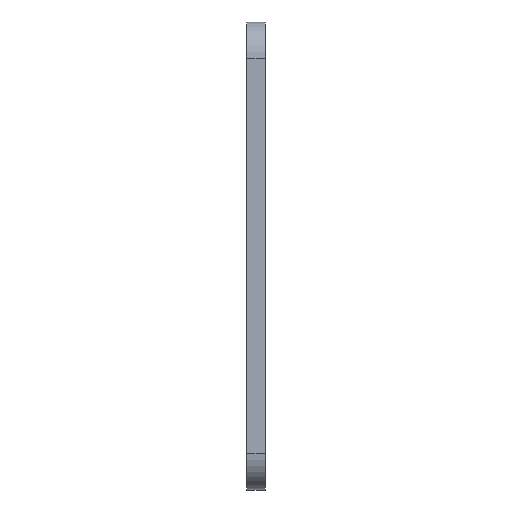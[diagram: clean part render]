
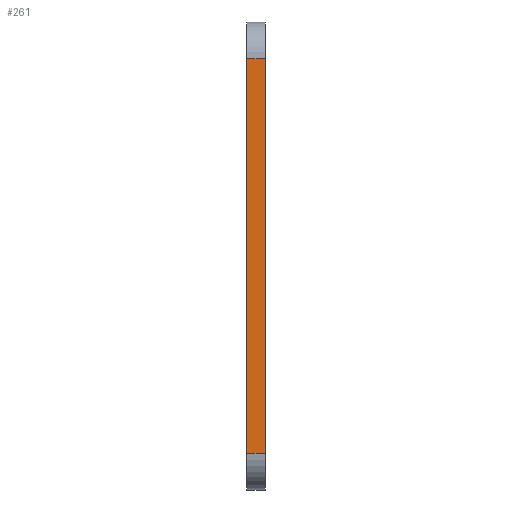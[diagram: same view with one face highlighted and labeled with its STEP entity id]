
A CAD part, left-side view. The second image highlights one B-rep face of the part: STEP entity #261.
In plain terms, the highlighted planar face has unit normal (-1, 0, 0).
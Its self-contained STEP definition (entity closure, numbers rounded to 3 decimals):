
#66 = CARTESIAN_POINT ( 'NONE',  ( -35.75, 0., 64.4 ) ) ;
#123 = EDGE_CURVE ( 'NONE', #1414, #912, #589, .T. ) ;
#247 = ORIENTED_EDGE ( 'NONE', *, *, #609, .F. ) ;
#261 = ADVANCED_FACE ( 'NONE', ( #1676 ), #1423, .F. ) ;
#311 = DIRECTION ( 'NONE',  ( 0., 0., 1. ) ) ;
#323 = LINE ( 'NONE', #922, #1912 ) ;
#327 = CARTESIAN_POINT ( 'NONE',  ( -35.75, 6., -64.4 ) ) ;
#370 = ORIENTED_EDGE ( 'NONE', *, *, #549, .T. ) ;
#405 = CARTESIAN_POINT ( 'NONE',  ( -35.75, 6., -64.4 ) ) ;
#462 = VECTOR ( 'NONE', #1740, 1000. ) ;
#483 = LINE ( 'NONE', #512, #521 ) ;
#491 = VECTOR ( 'NONE', #827, 1000. ) ;
#512 = CARTESIAN_POINT ( 'NONE',  ( -35.75, 0., 64.4 ) ) ;
#521 = VECTOR ( 'NONE', #311, 1000. ) ;
#549 = EDGE_CURVE ( 'NONE', #912, #1811, #483, .T. ) ;
#589 = LINE ( 'NONE', #405, #491 ) ;
#609 = EDGE_CURVE ( 'NONE', #1414, #633, #323, .T. ) ;
#614 = CARTESIAN_POINT ( 'NONE',  ( -35.75, 6., 64.4 ) ) ;
#633 = VERTEX_POINT ( 'NONE', #2040 ) ;
#683 = DIRECTION ( 'NONE',  ( 0., 0., 1. ) ) ;
#801 = LINE ( 'NONE', #614, #462 ) ;
#827 = DIRECTION ( 'NONE',  ( 0., -1., 0. ) ) ;
#873 = DIRECTION ( 'NONE',  ( 1., 0., 0. ) ) ;
#912 = VERTEX_POINT ( 'NONE', #1262 ) ;
#920 = DIRECTION ( 'NONE',  ( 0., 0., -1. ) ) ;
#922 = CARTESIAN_POINT ( 'NONE',  ( -35.75, 6., 64.4 ) ) ;
#1262 = CARTESIAN_POINT ( 'NONE',  ( -35.75, 0., -64.4 ) ) ;
#1352 = EDGE_CURVE ( 'NONE', #633, #1811, #801, .T. ) ;
#1414 = VERTEX_POINT ( 'NONE', #327 ) ;
#1423 = PLANE ( 'NONE',  #2160 ) ;
#1548 = EDGE_LOOP ( 'NONE', ( #370, #2085, #247, #2370 ) ) ;
#1676 = FACE_OUTER_BOUND ( 'NONE', #1548, .T. ) ;
#1740 = DIRECTION ( 'NONE',  ( 0., -1., 0. ) ) ;
#1800 = CARTESIAN_POINT ( 'NONE',  ( -35.75, 6., 64.4 ) ) ;
#1811 = VERTEX_POINT ( 'NONE', #66 ) ;
#1912 = VECTOR ( 'NONE', #683, 1000. ) ;
#2040 = CARTESIAN_POINT ( 'NONE',  ( -35.75, 6., 64.4 ) ) ;
#2085 = ORIENTED_EDGE ( 'NONE', *, *, #1352, .F. ) ;
#2160 = AXIS2_PLACEMENT_3D ( 'NONE', #1800, #873, #920 ) ;
#2370 = ORIENTED_EDGE ( 'NONE', *, *, #123, .T. ) ;
